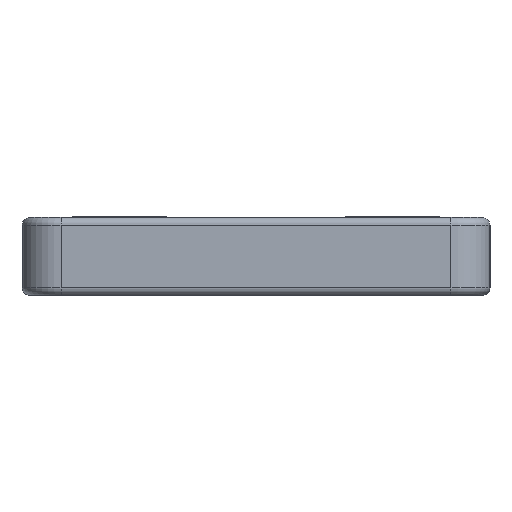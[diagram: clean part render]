
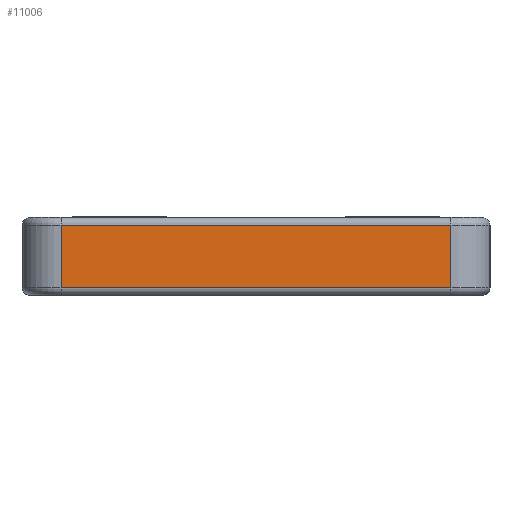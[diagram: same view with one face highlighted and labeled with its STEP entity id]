
A CAD part, left-side view. The second image highlights one B-rep face of the part: STEP entity #11006.
In plain terms, the highlighted planar face has unit normal (-1, 0, 0).
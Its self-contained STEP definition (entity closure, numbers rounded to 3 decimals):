
#10352=CARTESIAN_POINT('',(0.,-25.,1.));
#10353=VERTEX_POINT('',#10352);
#10386=CARTESIAN_POINT('',(0.,25.,1.));
#10387=VERTEX_POINT('',#10386);
#10404=CARTESIAN_POINT('',(0.,-25.,1.));
#10405=DIRECTION('',(0.0,1.0,0.0));
#10406=VECTOR('',#10405,50.0);
#10407=LINE('',#10404,#10406);
#10408=EDGE_CURVE('',#10353,#10387,#10407,.T.);
#10804=CARTESIAN_POINT('',(0.,25.,9.0));
#10805=VERTEX_POINT('',#10804);
#10830=CARTESIAN_POINT('',(0.,-25.,9.));
#10831=VERTEX_POINT('',#10830);
#10841=CARTESIAN_POINT('',(0.,25.,9.));
#10842=DIRECTION('',(0.0,-1.0,0.0));
#10843=VECTOR('',#10842,50.0);
#10844=LINE('',#10841,#10843);
#10845=EDGE_CURVE('',#10805,#10831,#10844,.T.);
#10981=CARTESIAN_POINT('',(0.,-25.,1.));
#10982=DIRECTION('',(0.0,0.0,1.0));
#10983=VECTOR('',#10982,8.);
#10984=LINE('',#10981,#10983);
#10985=EDGE_CURVE('',#10353,#10831,#10984,.T.);
#10990=CARTESIAN_POINT('',(0.,-25.,0.));
#10991=DIRECTION('',(-1.0,0.0,0.0));
#10992=DIRECTION('',(0.0,0.0,-1.0));
#10993=AXIS2_PLACEMENT_3D('',#10990,#10991,#10992);
#10994=PLANE('',#10993);
#10995=ORIENTED_EDGE('',*,*,#10408,.F.);
#10996=ORIENTED_EDGE('',*,*,#10985,.T.);
#10997=ORIENTED_EDGE('',*,*,#10845,.F.);
#10998=CARTESIAN_POINT('',(0.,25.,1.));
#10999=DIRECTION('',(0.0,0.0,1.0));
#11000=VECTOR('',#10999,8.);
#11001=LINE('',#10998,#11000);
#11002=EDGE_CURVE('',#10387,#10805,#11001,.T.);
#11003=ORIENTED_EDGE('',*,*,#11002,.F.);
#11004=EDGE_LOOP('',(#10995,#10996,#10997,#11003));
#11005=FACE_OUTER_BOUND('',#11004,.T.);
#11006=ADVANCED_FACE('',(#11005),#10994,.T.);
